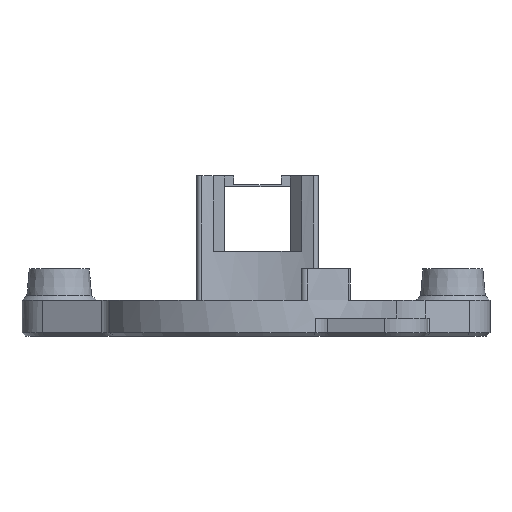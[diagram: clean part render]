
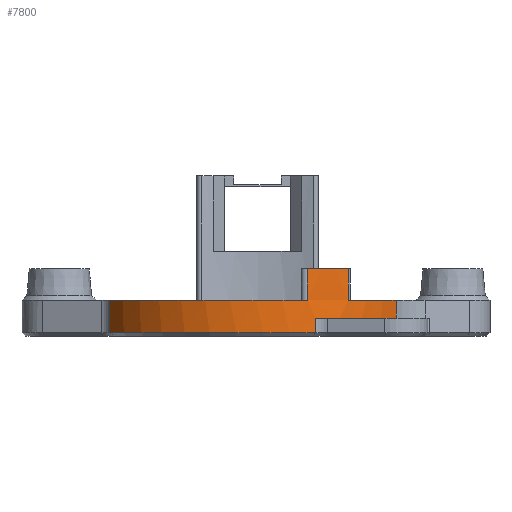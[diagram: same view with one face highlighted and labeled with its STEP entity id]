
A CAD part, front view. The second image highlights one B-rep face of the part: STEP entity #7800.
In plain terms, the highlighted cylindrical face has radius 18.1 mm (diameter 36.2 mm), a partial arc.
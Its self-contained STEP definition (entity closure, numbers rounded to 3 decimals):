
#58=CIRCLE('',#8030,18.1);
#62=CIRCLE('',#8034,18.1);
#104=CIRCLE('',#8155,18.1);
#118=CIRCLE('',#8191,18.1);
#119=CIRCLE('',#8192,18.1);
#162=CYLINDRICAL_SURFACE('',#8190,18.1);
#793=FACE_OUTER_BOUND('',#1234,.T.);
#1234=EDGE_LOOP('',(#6938,#6939,#6940,#6941,#6942,#6943,#6944,#6945,#6946,
#6947));
#2019=LINE('',#13997,#2815);
#2020=LINE('',#14000,#2816);
#2021=LINE('',#14003,#2817);
#2022=LINE('',#14005,#2818);
#2023=LINE('',#14008,#2819);
#2815=VECTOR('',#9599,10.);
#2816=VECTOR('',#9602,10.);
#2817=VECTOR('',#9605,10.);
#2818=VECTOR('',#9606,10.);
#2819=VECTOR('',#9609,10.);
#3619=VERTEX_POINT('',#13372);
#3620=VERTEX_POINT('',#13374);
#3625=VERTEX_POINT('',#13384);
#3626=VERTEX_POINT('',#13386);
#3819=VERTEX_POINT('',#13909);
#3820=VERTEX_POINT('',#13913);
#3840=VERTEX_POINT('',#13999);
#3841=VERTEX_POINT('',#14001);
#3842=VERTEX_POINT('',#14004);
#3843=VERTEX_POINT('',#14006);
#4599=EDGE_CURVE('',#3619,#3620,#58,.T.);
#4605=EDGE_CURVE('',#3625,#3626,#62,.T.);
#4872=EDGE_CURVE('',#3820,#3819,#104,.T.);
#4914=EDGE_CURVE('',#3819,#3619,#2019,.T.);
#4915=EDGE_CURVE('',#3840,#3820,#2020,.T.);
#4916=EDGE_CURVE('',#3841,#3840,#118,.T.);
#4917=EDGE_CURVE('',#3626,#3841,#2021,.T.);
#4918=EDGE_CURVE('',#3842,#3625,#2022,.T.);
#4919=EDGE_CURVE('',#3843,#3842,#119,.T.);
#4920=EDGE_CURVE('',#3620,#3843,#2023,.T.);
#6938=ORIENTED_EDGE('',*,*,#4872,.F.);
#6939=ORIENTED_EDGE('',*,*,#4915,.F.);
#6940=ORIENTED_EDGE('',*,*,#4916,.F.);
#6941=ORIENTED_EDGE('',*,*,#4917,.F.);
#6942=ORIENTED_EDGE('',*,*,#4605,.F.);
#6943=ORIENTED_EDGE('',*,*,#4918,.F.);
#6944=ORIENTED_EDGE('',*,*,#4919,.F.);
#6945=ORIENTED_EDGE('',*,*,#4920,.F.);
#6946=ORIENTED_EDGE('',*,*,#4599,.F.);
#6947=ORIENTED_EDGE('',*,*,#4914,.F.);
#7800=ADVANCED_FACE('',(#793),#162,.T.);
#8030=AXIS2_PLACEMENT_3D('',#13375,#9036,#9037);
#8034=AXIS2_PLACEMENT_3D('',#13387,#9046,#9047);
#8155=AXIS2_PLACEMENT_3D('',#13915,#9501,#9502);
#8190=AXIS2_PLACEMENT_3D('',#13998,#9600,#9601);
#8191=AXIS2_PLACEMENT_3D('',#14002,#9603,#9604);
#8192=AXIS2_PLACEMENT_3D('',#14007,#9607,#9608);
#9036=DIRECTION('center_axis',(0.,0.,
1.));
#9037=DIRECTION('ref_axis',(1.,0.,0.));
#9046=DIRECTION('center_axis',(0.,0.,
1.));
#9047=DIRECTION('ref_axis',(1.,0.,0.));
#9501=DIRECTION('center_axis',(0.,0.,
-1.));
#9502=DIRECTION('ref_axis',(-0.931,-0.365,0.));
#9599=DIRECTION('',(0.,0.,1.));
#9600=DIRECTION('center_axis',(0.,0.,1.));
#9601=DIRECTION('ref_axis',(-0.931,-0.365,0.));
#9602=DIRECTION('',(0.,0.,-1.));
#9603=DIRECTION('center_axis',(0.,0.,
-1.));
#9604=DIRECTION('ref_axis',(1.,0.,0.));
#9605=DIRECTION('',(0.,0.,-1.));
#9606=DIRECTION('',(0.,0.,-1.));
#9607=DIRECTION('center_axis',(0.,0.,
1.));
#9608=DIRECTION('ref_axis',(-0.931,-0.365,0.));
#9609=DIRECTION('',(0.,0.,1.));
#13372=CARTESIAN_POINT('',(-16.28,-7.91,4.));
#13374=CARTESIAN_POINT('',(5.694,-17.181,4.));
#13375=CARTESIAN_POINT('Origin',(0.,0.,
4.));
#13384=CARTESIAN_POINT('',(10.259,-14.912,4.));
#13386=CARTESIAN_POINT('',(15.597,-9.184,4.));
#13387=CARTESIAN_POINT('Origin',(0.,0.,
4.));
#13909=CARTESIAN_POINT('',(-16.28,-7.91,0.4));
#13913=CARTESIAN_POINT('',(6.594,-16.856,0.4));
#13915=CARTESIAN_POINT('Origin',(0.,0.,
0.4));
#13997=CARTESIAN_POINT('',(-16.28,-7.91,0.));
#13998=CARTESIAN_POINT('Origin',(0.,0.,
0.));
#13999=CARTESIAN_POINT('',(6.594,-16.856,2.));
#14000=CARTESIAN_POINT('',(6.594,-16.856,0.));
#14001=CARTESIAN_POINT('',(15.597,-9.184,2.));
#14002=CARTESIAN_POINT('Origin',(0.,0.,
2.));
#14003=CARTESIAN_POINT('',(15.597,-9.184,0.));
#14004=CARTESIAN_POINT('',(10.259,-14.912,7.5));
#14005=CARTESIAN_POINT('',(10.259,-14.912,0.));
#14006=CARTESIAN_POINT('',(5.694,-17.181,7.5));
#14007=CARTESIAN_POINT('Origin',(0.,0.,
7.5));
#14008=CARTESIAN_POINT('',(5.694,-17.181,0.));
